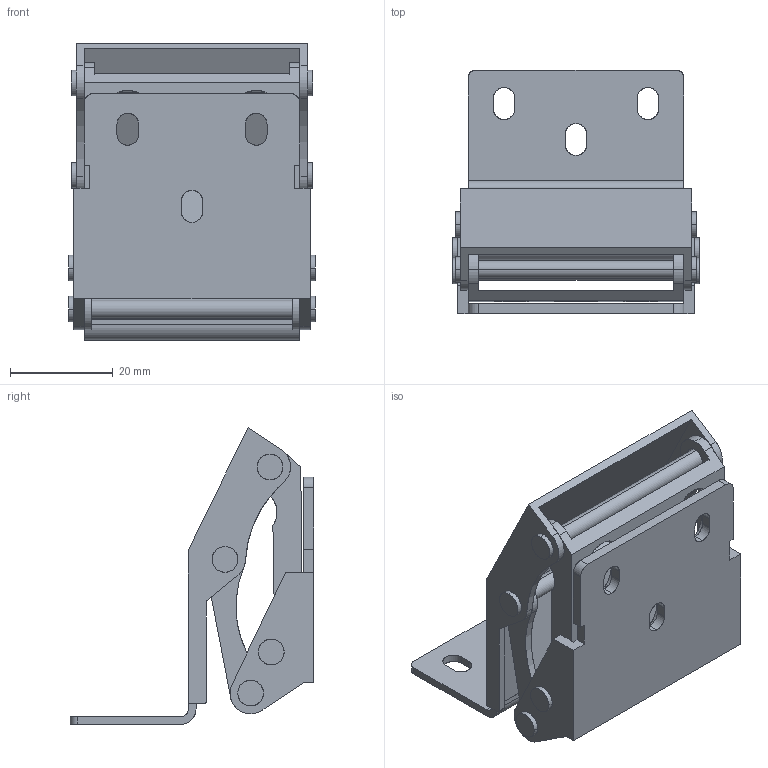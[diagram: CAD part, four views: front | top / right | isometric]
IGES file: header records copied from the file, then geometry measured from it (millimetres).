
Start section: SolidWorks IGES file using analytic representation for surfaces
Global section: file name: sone3D.IGS; native system: SolidWorks 2014; preprocessor: SolidWorks 2014; author: 0960ts; date: 161118.133059; units: millimetre
Bounding box: 48 x 47.43 x 57.72 mm (x, y, z)
Surface area: 22858.4 mm2 (no closed solid volume)
Topology: 0 solids, 0 shells, 213 faces, 3908 edges, 3908 vertices
Faces by surface type: revolution 117, bspline 96
